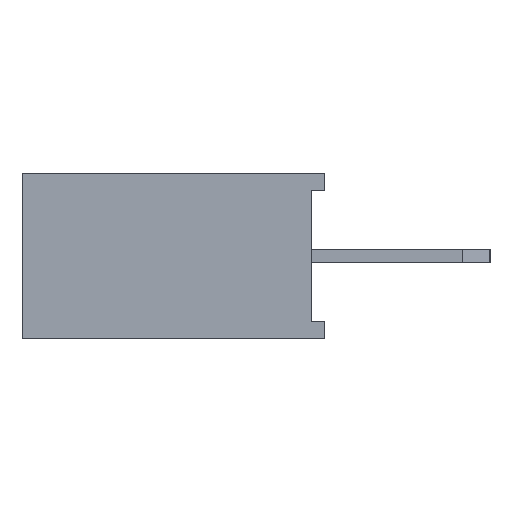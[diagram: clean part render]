
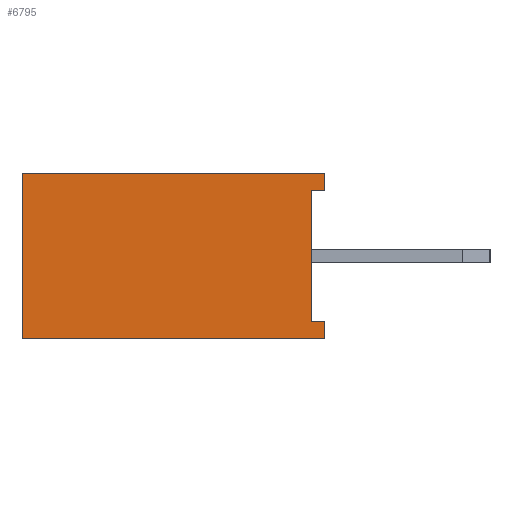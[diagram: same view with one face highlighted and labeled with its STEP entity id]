
A CAD part, left-side view. The second image highlights one B-rep face of the part: STEP entity #6795.
In plain terms, the highlighted planar face has unit normal (-1, 0, 0).
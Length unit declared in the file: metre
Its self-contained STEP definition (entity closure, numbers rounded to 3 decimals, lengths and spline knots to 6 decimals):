
#769=ORIENTED_EDGE('',*,*,#2616,.T.);
#770=ORIENTED_EDGE('',*,*,#2617,.T.);
#771=ORIENTED_EDGE('',*,*,#2618,.T.);
#772=ORIENTED_EDGE('',*,*,#2619,.T.);
#773=ORIENTED_EDGE('',*,*,#2620,.T.);
#774=ORIENTED_EDGE('',*,*,#2621,.T.);
#775=ORIENTED_EDGE('',*,*,#2622,.T.);
#776=ORIENTED_EDGE('',*,*,#2623,.T.);
#2616=EDGE_CURVE('',#3556,#3557,#4215,.T.);
#2617=EDGE_CURVE('',#3557,#3558,#4216,.T.);
#2618=EDGE_CURVE('',#3558,#3559,#4217,.T.);
#2619=EDGE_CURVE('',#3559,#3560,#4218,.T.);
#2620=EDGE_CURVE('',#3560,#3561,#4219,.T.);
#2621=EDGE_CURVE('',#3561,#3562,#4220,.T.);
#2622=EDGE_CURVE('',#3562,#3563,#4221,.T.);
#2623=EDGE_CURVE('',#3563,#3556,#4222,.T.);
#3556=VERTEX_POINT('',#10198);
#3557=VERTEX_POINT('',#10199);
#3558=VERTEX_POINT('',#10201);
#3559=VERTEX_POINT('',#10203);
#3560=VERTEX_POINT('',#10205);
#3561=VERTEX_POINT('',#10207);
#3562=VERTEX_POINT('',#10209);
#3563=VERTEX_POINT('',#10211);
#4215=LINE('',#10197,#5010);
#4216=LINE('',#10200,#5011);
#4217=LINE('',#10202,#5012);
#4218=LINE('',#10204,#5013);
#4219=LINE('',#10206,#5014);
#4220=LINE('',#10208,#5015);
#4221=LINE('',#10210,#5016);
#4222=LINE('',#10212,#5017);
#5010=VECTOR('',#8166,1.);
#5011=VECTOR('',#8167,1.);
#5012=VECTOR('',#8168,1.);
#5013=VECTOR('',#8169,1.);
#5014=VECTOR('',#8170,1.);
#5015=VECTOR('',#8171,1.);
#5016=VECTOR('',#8172,1.);
#5017=VECTOR('',#8173,1.);
#5747=EDGE_LOOP('',(#769,#770,#771,#772,#773,#774,#775,#776));
#6142=FACE_BOUND('',#5747,.T.);
#6502=PLANE('',#7295);
#6795=ADVANCED_FACE('',(#6142),#6502,.T.);
#7295=AXIS2_PLACEMENT_3D('',#10196,#8164,#8165);
#8164=DIRECTION('',(-1.,0.,0.));
#8165=DIRECTION('',(0.,0.,1.));
#8166=DIRECTION('',(0.,-1.,0.));
#8167=DIRECTION('',(0.,0.,1.));
#8168=DIRECTION('',(0.,1.,0.));
#8169=DIRECTION('',(0.,0.,1.));
#8170=DIRECTION('',(0.,-1.,0.));
#8171=DIRECTION('',(0.,0.,1.));
#8172=DIRECTION('',(0.,1.,0.));
#8173=DIRECTION('',(0.,0.,-1.));
#10196=CARTESIAN_POINT('',(-0.00125,0.,0.));
#10197=CARTESIAN_POINT('',(-0.00125,0.,-0.0012));
#10198=CARTESIAN_POINT('',(-0.00125,0.,-0.0012));
#10199=CARTESIAN_POINT('',(-0.00125,-0.0044,-0.0012));
#10200=CARTESIAN_POINT('',(-0.00125,-0.0044,-0.0012));
#10201=CARTESIAN_POINT('',(-0.00125,-0.0044,-0.00095));
#10202=CARTESIAN_POINT('',(-0.00125,-0.0044,-0.00095));
#10203=CARTESIAN_POINT('',(-0.00125,-0.0042,-0.00095));
#10204=CARTESIAN_POINT('',(-0.00125,-0.0042,-0.00095));
#10205=CARTESIAN_POINT('',(-0.00125,-0.0042,0.00095));
#10206=CARTESIAN_POINT('',(-0.00125,-0.0042,0.00095));
#10207=CARTESIAN_POINT('',(-0.00125,-0.0044,0.00095));
#10208=CARTESIAN_POINT('',(-0.00125,-0.0044,0.00095));
#10209=CARTESIAN_POINT('',(-0.00125,-0.0044,0.0012));
#10210=CARTESIAN_POINT('',(-0.00125,-0.0044,0.0012));
#10211=CARTESIAN_POINT('',(-0.00125,0.,0.0012));
#10212=CARTESIAN_POINT('',(-0.00125,0.,0.0012));
